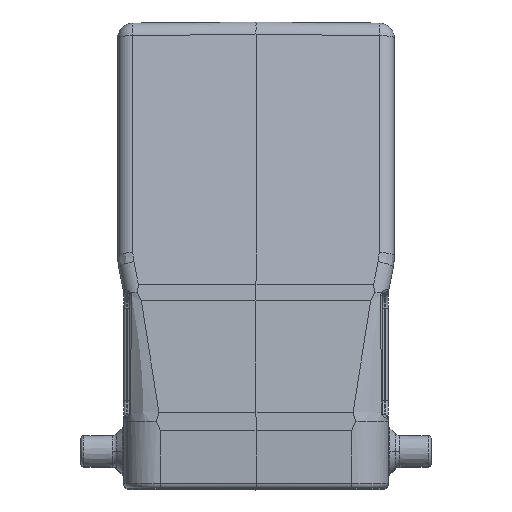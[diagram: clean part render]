
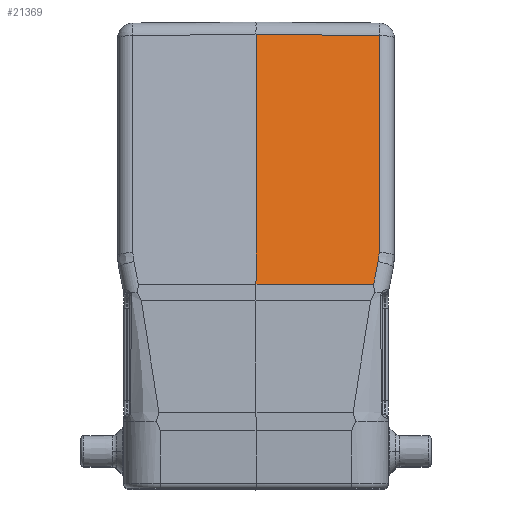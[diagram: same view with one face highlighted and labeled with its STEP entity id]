
A CAD part, top view. The second image highlights one B-rep face of the part: STEP entity #21369.
In plain terms, the highlighted planar face has unit normal (0.009, 0.19, 0.982).
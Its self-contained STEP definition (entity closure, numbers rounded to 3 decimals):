
#4093=DIRECTION('',(0.,0.982,-0.19));
#4094=VECTOR('',#4093,41.382);
#4095=CARTESIAN_POINT('',(0.,-21.241,
44.49));
#4096=LINE('',#4095,#4094);
#4097=DIRECTION('',(1.,-0.009,-0.007));
#4098=VECTOR('',#4097,20.023);
#4099=CARTESIAN_POINT('',(0.,19.39,36.641));
#4100=LINE('',#4099,#4098);
#4101=CARTESIAN_POINT('',(20.022,-16.12,43.323));
#4102=CARTESIAN_POINT('',(20.022,-16.614,43.419));
#4103=CARTESIAN_POINT('',(19.973,-17.107,43.514));
#4104=CARTESIAN_POINT('',(19.876,-17.591,43.609));
#4106=DIRECTION('',(-0.193,-0.963,0.188));
#4107=VECTOR('',#4106,3.79);
#4108=CARTESIAN_POINT('',(19.876,-17.591,43.609));
#4109=LINE('',#4108,#4107);
#4110=DIRECTION('',(-1.,0.,0.009));
#4111=VECTOR('',#4110,19.147);
#4112=CARTESIAN_POINT('',(19.146,-21.241,44.32));
#4113=LINE('',#4112,#4111);
#6537=DIRECTION('',(0.,0.982,-0.19));
#6538=VECTOR('',#6537,35.988);
#6539=CARTESIAN_POINT('',(20.022,-16.12,43.323));
#6540=LINE('',#6539,#6538);
#10633=CARTESIAN_POINT('',(19.876,-17.591,
43.609));
#10634=CARTESIAN_POINT('',(19.146,-21.241,
44.32));
#10635=VERTEX_POINT('',#10633);
#10636=VERTEX_POINT('',#10634);
#10640=CARTESIAN_POINT('',(0.,-21.241,
44.49));
#10641=CARTESIAN_POINT('',(0.,19.39,
36.641));
#10642=VERTEX_POINT('',#10640);
#10643=VERTEX_POINT('',#10641);
#10644=CARTESIAN_POINT('',(20.022,19.215,36.497));
#10645=VERTEX_POINT('',#10644);
#10646=CARTESIAN_POINT('',(20.022,-16.12,
43.323));
#10647=VERTEX_POINT('',#10646);
#21351=CARTESIAN_POINT('',(0.,-22.585,44.75));
#21352=DIRECTION('',(0.009,0.19,0.982));
#21353=DIRECTION('',(0.,-0.982,0.19));
#21354=AXIS2_PLACEMENT_3D('',#21351,#21352,#21353);
#21355=PLANE('',#21354);
#21357=ORIENTED_EDGE('',*,*,#21356,.T.);
#21359=ORIENTED_EDGE('',*,*,#21358,.T.);
#21361=ORIENTED_EDGE('',*,*,#21360,.F.);
#21363=ORIENTED_EDGE('',*,*,#21362,.T.);
#21364=ORIENTED_EDGE('',*,*,#21335,.T.);
#21366=ORIENTED_EDGE('',*,*,#21365,.T.);
#21367=EDGE_LOOP('',(#21357,#21359,#21361,#21363,#21364,#21366));
#21368=FACE_OUTER_BOUND('',#21367,.F.);
#21369=ADVANCED_FACE('',(#21368),#21355,.T.);
#4105=B_SPLINE_CURVE_WITH_KNOTS('',3,(#4101,#4102,#4103,#4104),.UNSPECIFIED.,
.F.,.F.,(4,4),(0.,1.),.UNSPECIFIED.);
#21335=EDGE_CURVE('',#10635,#10636,#4109,.T.);
#21356=EDGE_CURVE('',#10642,#10643,#4096,.T.);
#21358=EDGE_CURVE('',#10643,#10645,#4100,.T.);
#21360=EDGE_CURVE('',#10647,#10645,#6540,.T.);
#21362=EDGE_CURVE('',#10647,#10635,#4105,.T.);
#21365=EDGE_CURVE('',#10636,#10642,#4113,.T.);
